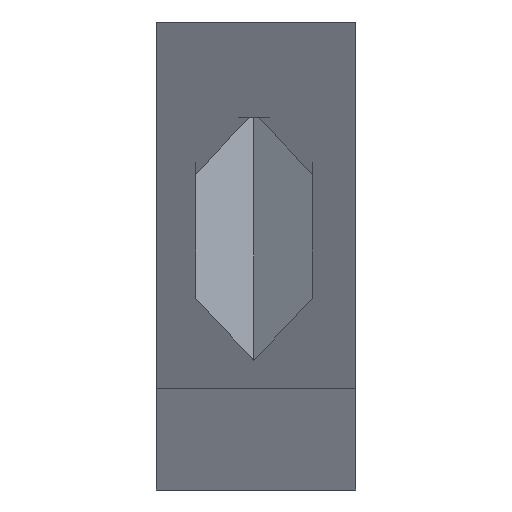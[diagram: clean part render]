
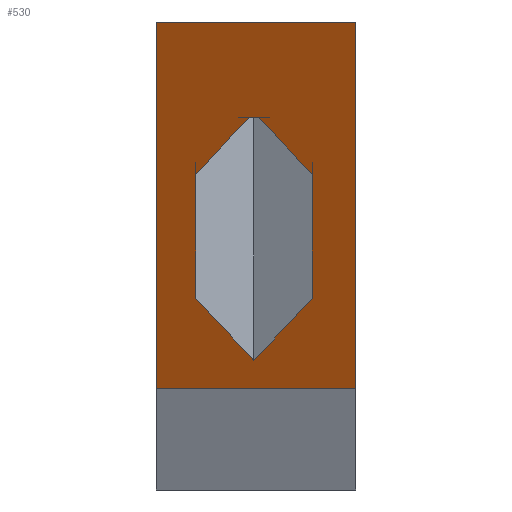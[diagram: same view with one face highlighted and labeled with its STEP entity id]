
A CAD part, front view. The second image highlights one B-rep face of the part: STEP entity #530.
In plain terms, the highlighted planar face has unit normal (0, -0.878, -0.478).
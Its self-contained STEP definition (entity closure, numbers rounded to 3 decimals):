
#15=FACE_BOUND('',#91,.T.);
#34=PLANE('',#576);
#62=FACE_OUTER_BOUND('',#90,.T.);
#90=EDGE_LOOP('',(#425,#426,#427,#428));
#91=EDGE_LOOP('',(#429,#430,#431,#432,#433,#434,#435));
#113=LINE('',#742,#181);
#114=LINE('',#746,#182);
#130=LINE('',#779,#198);
#131=LINE('',#781,#199);
#138=LINE('',#796,#206);
#143=LINE('',#804,#211);
#149=LINE('',#818,#217);
#150=LINE('',#820,#218);
#151=LINE('',#822,#219);
#152=LINE('',#823,#220);
#153=LINE('',#824,#221);
#181=VECTOR('',#609,10.);
#182=VECTOR('',#612,10.);
#198=VECTOR('',#636,10.);
#199=VECTOR('',#639,10.);
#206=VECTOR('',#650,10.);
#211=VECTOR('',#661,10.);
#217=VECTOR('',#671,10.);
#218=VECTOR('',#672,10.);
#219=VECTOR('',#673,10.);
#220=VECTOR('',#674,10.);
#221=VECTOR('',#675,10.);
#254=VERTEX_POINT('',#738);
#255=VERTEX_POINT('',#740);
#256=VERTEX_POINT('',#744);
#257=VERTEX_POINT('',#745);
#270=VERTEX_POINT('',#777);
#275=VERTEX_POINT('',#792);
#276=VERTEX_POINT('',#794);
#281=VERTEX_POINT('',#816);
#282=VERTEX_POINT('',#817);
#283=VERTEX_POINT('',#819);
#284=VERTEX_POINT('',#821);
#305=EDGE_CURVE('',#254,#255,#113,.T.);
#306=EDGE_CURVE('',#256,#257,#114,.T.);
#322=EDGE_CURVE('',#255,#270,#130,.T.);
#323=EDGE_CURVE('',#270,#256,#131,.T.);
#330=EDGE_CURVE('',#275,#276,#138,.T.);
#335=EDGE_CURVE('',#257,#275,#143,.T.);
#341=EDGE_CURVE('',#281,#282,#149,.T.);
#342=EDGE_CURVE('',#283,#281,#150,.T.);
#343=EDGE_CURVE('',#284,#283,#151,.T.);
#344=EDGE_CURVE('',#282,#284,#152,.T.);
#345=EDGE_CURVE('',#254,#276,#153,.T.);
#425=ORIENTED_EDGE('',*,*,#341,.F.);
#426=ORIENTED_EDGE('',*,*,#342,.F.);
#427=ORIENTED_EDGE('',*,*,#343,.F.);
#428=ORIENTED_EDGE('',*,*,#344,.F.);
#429=ORIENTED_EDGE('',*,*,#330,.T.);
#430=ORIENTED_EDGE('',*,*,#345,.F.);
#431=ORIENTED_EDGE('',*,*,#305,.T.);
#432=ORIENTED_EDGE('',*,*,#322,.T.);
#433=ORIENTED_EDGE('',*,*,#323,.T.);
#434=ORIENTED_EDGE('',*,*,#306,.T.);
#435=ORIENTED_EDGE('',*,*,#335,.T.);
#530=ADVANCED_FACE('',(#62,#15),#34,.F.);
#576=AXIS2_PLACEMENT_3D('',#815,#669,#670);
#609=DIRECTION('',(0.637,0.368,-0.677));
#612=DIRECTION('',(-0.637,-0.368,0.677));
#636=DIRECTION('',(0.,0.478,-0.879));
#639=DIRECTION('',(-0.637,0.368,-0.677));
#650=DIRECTION('',(0.637,-0.368,0.677));
#661=DIRECTION('',(0.,-0.478,0.879));
#669=DIRECTION('center_axis',(0.,0.879,0.478));
#670=DIRECTION('ref_axis',(0.,-0.478,0.879));
#671=DIRECTION('',(0.,-0.478,0.879));
#672=DIRECTION('',(-1.,0.,0.));
#673=DIRECTION('',(0.,0.478,-0.879));
#674=DIRECTION('',(1.,0.,0.));
#675=DIRECTION('',(-1.,0.,0.));
#738=CARTESIAN_POINT('',(-36.054,-38.171,-17.026));
#740=CARTESIAN_POINT('',(-33.531,-36.714,-19.706));
#742=CARTESIAN_POINT('',(-34.165,-37.08,-19.033));
#744=CARTESIAN_POINT('',(-36.281,-31.951,-28.466));
#745=CARTESIAN_POINT('',(-39.031,-33.539,-25.546));
#746=CARTESIAN_POINT('',(-39.956,-34.073,-24.564));
#777=CARTESIAN_POINT('',(-33.531,-33.539,-25.546));
#779=CARTESIAN_POINT('',(-33.531,-35.991,-21.035));
#781=CARTESIAN_POINT('',(-32.592,-34.081,-24.549));
#792=CARTESIAN_POINT('',(-39.031,-36.714,-19.706));
#794=CARTESIAN_POINT('',(-36.508,-38.171,-17.026));
#796=CARTESIAN_POINT('',(-38.383,-37.089,-19.018));
#804=CARTESIAN_POINT('',(-39.031,-35.991,-21.035));
#815=CARTESIAN_POINT('Origin',(-36.246,-35.681,-21.606));
#816=CARTESIAN_POINT('',(-40.896,-31.229,-29.795));
#817=CARTESIAN_POINT('',(-40.896,-40.619,-12.524));
#818=CARTESIAN_POINT('',(-40.896,-30.769,-30.641));
#819=CARTESIAN_POINT('',(-31.472,-31.229,-29.795));
#820=CARTESIAN_POINT('',(-36.184,-31.229,-29.795));
#821=CARTESIAN_POINT('',(-31.472,-40.619,-12.524));
#822=CARTESIAN_POINT('',(-31.472,-30.769,-30.641));
#823=CARTESIAN_POINT('',(-36.262,-40.619,-12.524));
#824=CARTESIAN_POINT('',(-36.263,-38.171,-17.026));
